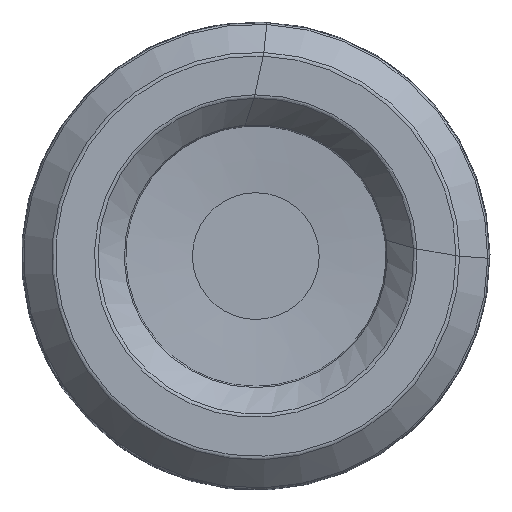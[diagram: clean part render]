
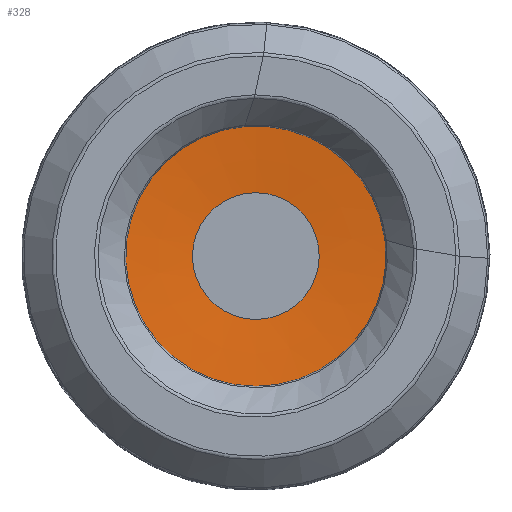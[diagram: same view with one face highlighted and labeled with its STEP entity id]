
A CAD part, left-side view. The second image highlights one B-rep face of the part: STEP entity #328.
In plain terms, the highlighted conical face has half-angle 85 degrees and reference radius 20.592 mm.
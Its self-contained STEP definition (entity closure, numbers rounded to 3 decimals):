
#58=CONICAL_SURFACE('',#952,20.592,85.);
#104=FACE_BOUND('',#451,.T.);
#105=FACE_BOUND('',#452,.T.);
#328=ADVANCED_FACE('',(#104,#105),#58,.F.);
#451=EDGE_LOOP('',(#690));
#452=EDGE_LOOP('',(#691));
#534=CIRCLE('',#949,20.592);
#535=CIRCLE('',#951,9.869);
#690=ORIENTED_EDGE('',*,*,#843,.F.);
#691=ORIENTED_EDGE('',*,*,#842,.T.);
#757=VERTEX_POINT('',#1830);
#758=VERTEX_POINT('',#1833);
#842=EDGE_CURVE('',#757,#757,#534,.T.);
#843=EDGE_CURVE('',#758,#758,#535,.T.);
#949=AXIS2_PLACEMENT_3D('',#1829,#1119,#1120);
#951=AXIS2_PLACEMENT_3D('',#1832,#1123,#1124);
#952=AXIS2_PLACEMENT_3D('',#1834,#1125,#1126);
#1119=DIRECTION('',(-1.,0.,0.));
#1120=DIRECTION('',(0.,0.,1.));
#1123=DIRECTION('',(-1.,0.,0.));
#1124=DIRECTION('',(0.,0.,1.));
#1125=DIRECTION('',(-1.,0.,0.));
#1126=DIRECTION('',(0.,0.,1.));
#1829=CARTESIAN_POINT('',(5.,0.,0.));
#1830=CARTESIAN_POINT('',(5.,0.,20.592));
#1832=CARTESIAN_POINT('',(5.938,0.,0.));
#1833=CARTESIAN_POINT('',(5.938,0.,9.869));
#1834=CARTESIAN_POINT('',(5.,0.,0.));
